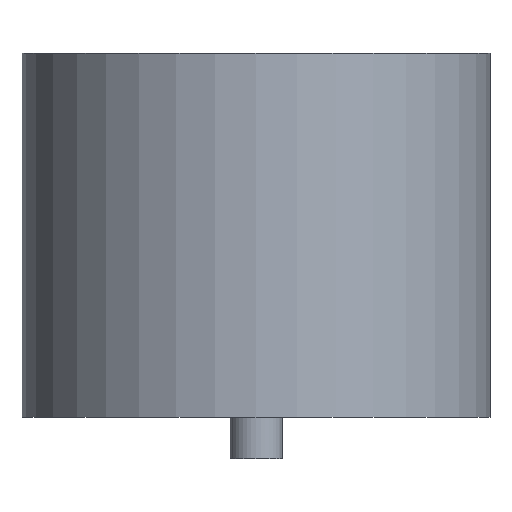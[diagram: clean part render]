
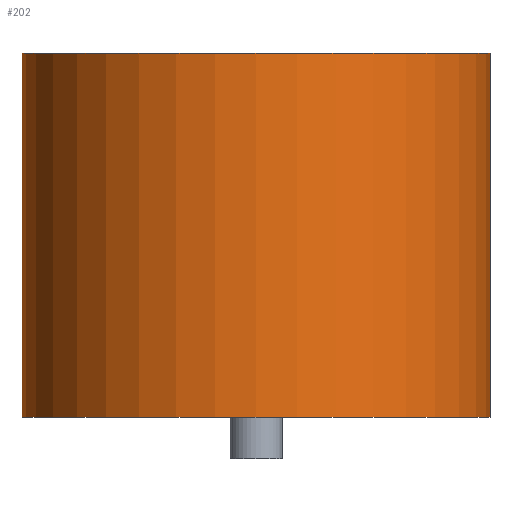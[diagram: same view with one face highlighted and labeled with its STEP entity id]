
A CAD part, front view. The second image highlights one B-rep face of the part: STEP entity #202.
In plain terms, the highlighted cylindrical face has radius 4.5 mm (diameter 9 mm), a full revolution.
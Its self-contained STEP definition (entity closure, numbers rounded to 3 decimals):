
#26=CYLINDRICAL_SURFACE('',#235,4.5);
#45=CIRCLE('',#228,4.5);
#48=CIRCLE('',#234,4.5);
#81=ORIENTED_EDGE('',*,*,#118,.T.);
#82=ORIENTED_EDGE('',*,*,#115,.F.);
#115=EDGE_CURVE('',#135,#135,#45,.T.);
#118=EDGE_CURVE('',#138,#138,#48,.T.);
#135=VERTEX_POINT('',#1118);
#138=VERTEX_POINT('',#1127);
#164=EDGE_LOOP('',(#81));
#165=EDGE_LOOP('',(#82));
#184=FACE_BOUND('',#164,.T.);
#185=FACE_BOUND('',#165,.T.);
#202=ADVANCED_FACE('',(#184,#185),#26,.T.);
#228=AXIS2_PLACEMENT_3D('',#1117,#256,#257);
#234=AXIS2_PLACEMENT_3D('',#1126,#268,#269);
#235=AXIS2_PLACEMENT_3D('',#1128,#270,#271);
#256=DIRECTION('',(-1.,0.,0.));
#257=DIRECTION('',(0.,0.,1.));
#268=DIRECTION('',(-1.,0.,0.));
#269=DIRECTION('',(0.,0.,1.));
#270=DIRECTION('',(1.,0.,0.));
#271=DIRECTION('',(0.,0.,1.));
#1117=CARTESIAN_POINT('',(0.8,0.,0.));
#1118=CARTESIAN_POINT('',(0.8,0.,4.5));
#1126=CARTESIAN_POINT('',(7.8,0.,0.));
#1127=CARTESIAN_POINT('',(7.8,0.,4.5));
#1128=CARTESIAN_POINT('',(0.,0.,0.));
